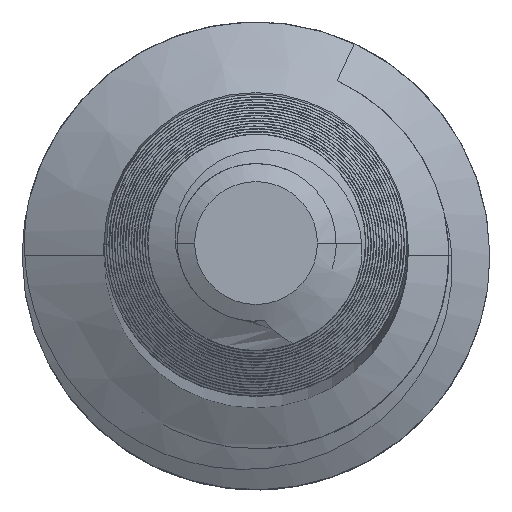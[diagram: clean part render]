
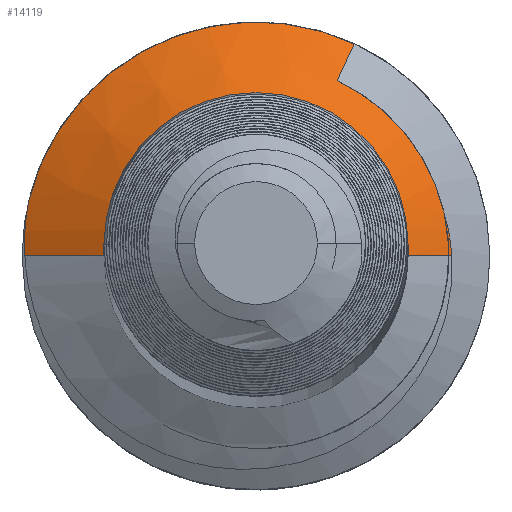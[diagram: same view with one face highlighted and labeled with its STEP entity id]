
A CAD part, top view. The second image highlights one B-rep face of the part: STEP entity #14119.
In plain terms, the highlighted conical face has half-angle 60 degrees and reference radius 2 mm.
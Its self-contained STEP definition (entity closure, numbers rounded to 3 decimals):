
#403 = ORIENTED_EDGE ( 'NONE', *, *, #6583, .F. ) ;
#405 = CARTESIAN_POINT ( 'NONE',  ( 0.842, 1.814, -62.5 ) ) ;
#757 = CARTESIAN_POINT ( 'NONE',  ( -2., 0., -62.5 ) ) ;
#796 =( BOUNDED_CURVE ( )  B_SPLINE_CURVE ( 1, ( #405, #6830 ),
 .UNSPECIFIED., .F., .F. ) 
 B_SPLINE_CURVE_WITH_KNOTS ( ( 2, 2 ),
 ( 0., 0. ),
 .UNSPECIFIED. ) 
 CURVE ( )  GEOMETRIC_REPRESENTATION_ITEM ( )  RATIONAL_B_SPLINE_CURVE ( ( 0.935, 0.935 ) ) 
 REPRESENTATION_ITEM ( '' )  );
#888 = LINE ( 'NONE', #17912, #15644 ) ;
#1215 = ORIENTED_EDGE ( 'NONE', *, *, #13211, .T. ) ;
#1548 = CARTESIAN_POINT ( 'NONE',  ( -1.974, 0.31, -62.496 ) ) ;
#1574 = ORIENTED_EDGE ( 'NONE', *, *, #20634, .F. ) ;
#2387 = CARTESIAN_POINT ( 'NONE',  ( 0., 0., -62.5 ) ) ;
#2681 = VERTEX_POINT ( 'NONE', #21938 ) ;
#2752 = VERTEX_POINT ( 'NONE', #9952 ) ;
#3836 = CARTESIAN_POINT ( 'NONE',  ( 0., 0., -62.5 ) ) ;
#5273 = EDGE_CURVE ( 'NONE', #16262, #2752, #23368, .T. ) ;
#5601 = CARTESIAN_POINT ( 'NONE',  ( -1.977, 0., -62.486 ) ) ;
#6583 = EDGE_CURVE ( 'NONE', #2681, #7321, #10832, .T. ) ;
#6830 = CARTESIAN_POINT ( 'NONE',  ( 0.694, 1.497, -62.298 ) ) ;
#6975 = CARTESIAN_POINT ( 'NONE',  ( 1.605, 0.383, -62.298 ) ) ;
#7186 = DIRECTION ( 'NONE',  ( -0.866, 0., -0.5 ) ) ;
#7188 = CARTESIAN_POINT ( 'NONE',  ( -1.945, 0.464, -62.5 ) ) ;
#7321 = VERTEX_POINT ( 'NONE', #10368 ) ;
#7717 = EDGE_CURVE ( 'NONE', #23739, #24915, #796, .T. ) ;
#7996 = EDGE_CURVE ( 'NONE', #24915, #16262, #24328, .T. ) ;
#8032 = DIRECTION ( 'NONE',  ( 0., 0., 1. ) ) ;
#8070 = CARTESIAN_POINT ( 'NONE',  ( 1.605, 0.383, -62.298 ) ) ;
#9084 = FACE_OUTER_BOUND ( 'NONE', #26208, .T. ) ;
#9942 = CARTESIAN_POINT ( 'NONE',  ( -1.945, 0.464, -62.5 ) ) ;
#9952 = CARTESIAN_POINT ( 'NONE',  ( 1.673, 0., -62.311 ) ) ;
#10253 = EDGE_CURVE ( 'NONE', #24127, #2752, #888, .T. ) ;
#10303 = CARTESIAN_POINT ( 'NONE',  ( 0.694, 1.497, -62.298 ) ) ;
#10368 = CARTESIAN_POINT ( 'NONE',  ( -1.977, 0., -62.486 ) ) ;
#10648 = CARTESIAN_POINT ( 'NONE',  ( 1.666, 0.13, -62.307 ) ) ;
#10832 = LINE ( 'NONE', #757, #24764 ) ;
#12262 = CARTESIAN_POINT ( 'NONE',  ( 1.11, 1.227, -62.298 ) ) ;
#12273 = ORIENTED_EDGE ( 'NONE', *, *, #7717, .F. ) ;
#12612 = CARTESIAN_POINT ( 'NONE',  ( 1.605, 0.383, -62.298 ) ) ;
#13211 = EDGE_CURVE ( 'NONE', #23739, #16650, #23675, .T. ) ;
#13447 = ORIENTED_EDGE ( 'NONE', *, *, #10253, .T. ) ;
#14061 = CARTESIAN_POINT ( 'NONE',  ( 0.842, 1.814, -62.5 ) ) ;
#14119 = ADVANCED_FACE ( 'NONE', ( #9084 ), #19186, .T. ) ;
#15195 = AXIS2_PLACEMENT_3D ( 'NONE', #2387, #17590, #17459 ) ;
#15392 = DIRECTION ( 'NONE',  ( 1., 0., 0. ) ) ;
#15644 = VECTOR ( 'NONE', #26395, 1000. ) ;
#16262 = VERTEX_POINT ( 'NONE', #6975 ) ;
#16650 = VERTEX_POINT ( 'NONE', #7188 ) ;
#16673 = ORIENTED_EDGE ( 'NONE', *, *, #7996, .F. ) ;
#16712 = CARTESIAN_POINT ( 'NONE',  ( 0.808, 1.444, -62.298 ) ) ;
#17329 = CARTESIAN_POINT ( 'NONE',  ( 1.673, 0., -62.311 ) ) ;
#17459 = DIRECTION ( 'NONE',  ( -1., 0., 0. ) ) ;
#17590 = DIRECTION ( 'NONE',  ( 0., 0., -1. ) ) ;
#17912 = CARTESIAN_POINT ( 'NONE',  ( 2., 0., -62.5 ) ) ;
#18511 = EDGE_CURVE ( 'NONE', #7321, #16650, #20601, .T. ) ;
#18553 = CARTESIAN_POINT ( 'NONE',  ( 0.694, 1.497, -62.298 ) ) ;
#18967 = CIRCLE ( 'NONE', #24737, 1.3 ) ;
#19073 = CARTESIAN_POINT ( 'NONE',  ( 1.198, 1.141, -62.298 ) ) ;
#19186 = CONICAL_SURFACE ( 'NONE', #15195, 2., 1.047 ) ;
#19730 = ORIENTED_EDGE ( 'NONE', *, *, #18511, .F. ) ;
#20601 = B_SPLINE_CURVE_WITH_KNOTS ( 'NONE', 3,
 ( #5601, #20670, #1548, #9942 ),
 .UNSPECIFIED., .F., .F.,
 ( 4, 4 ),
 ( 0.006, 0.007 ),
 .UNSPECIFIED. ) ;
#20614 = CARTESIAN_POINT ( 'NONE',  ( 1.435, 0.851, -62.298 ) ) ;
#20634 = EDGE_CURVE ( 'NONE', #24127, #2681, #18967, .T. ) ;
#20670 = CARTESIAN_POINT ( 'NONE',  ( -1.984, 0.155, -62.491 ) ) ;
#20716 = DIRECTION ( 'NONE',  ( 1., 0., 0. ) ) ;
#21092 = CARTESIAN_POINT ( 'NONE',  ( 1.643, 0.257, -62.302 ) ) ;
#21938 = CARTESIAN_POINT ( 'NONE',  ( -1.3, 0., -62.096 ) ) ;
#22344 = AXIS2_PLACEMENT_3D ( 'NONE', #3836, #8032, #20716 ) ;
#22801 = ORIENTED_EDGE ( 'NONE', *, *, #5273, .F. ) ;
#22967 = CARTESIAN_POINT ( 'NONE',  ( 1.547, 0.626, -62.298 ) ) ;
#23368 = B_SPLINE_CURVE_WITH_KNOTS ( 'NONE', 3,
 ( #12612, #21092, #10648, #17329 ),
 .UNSPECIFIED., .F., .F.,
 ( 4, 4 ),
 ( 0., 0. ),
 .UNSPECIFIED. ) ;
#23675 = CIRCLE ( 'NONE', #22344, 2. ) ;
#23739 = VERTEX_POINT ( 'NONE', #14061 ) ;
#24087 = CARTESIAN_POINT ( 'NONE',  ( 1.3, 0., -62.096 ) ) ;
#24127 = VERTEX_POINT ( 'NONE', #24087 ) ;
#24328 = B_SPLINE_CURVE_WITH_KNOTS ( 'NONE', 3,
 ( #10303, #16712, #25334, #12262, #19073, #20614, #22967, #8070 ),
 .UNSPECIFIED., .F., .F.,
 ( 4, 2, 2, 4 ),
 ( 0., 0., 0.001, 0.001 ),
 .UNSPECIFIED. ) ;
#24737 = AXIS2_PLACEMENT_3D ( 'NONE', #26231, #25965, #15392 ) ;
#24764 = VECTOR ( 'NONE', #7186, 1000. ) ;
#24915 = VERTEX_POINT ( 'NONE', #18553 ) ;
#25334 = CARTESIAN_POINT ( 'NONE',  ( 0.915, 1.379, -62.298 ) ) ;
#25965 = DIRECTION ( 'NONE',  ( 0., 0., 1. ) ) ;
#26208 = EDGE_LOOP ( 'NONE', ( #1574, #13447, #22801, #16673, #12273, #1215, #19730, #403 ) ) ;
#26231 = CARTESIAN_POINT ( 'NONE',  ( 0., 0., -62.096 ) ) ;
#26395 = DIRECTION ( 'NONE',  ( 0.866, 0., -0.5 ) ) ;
